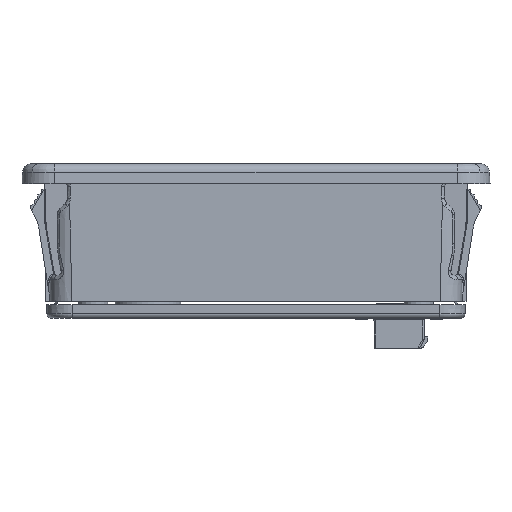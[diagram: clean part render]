
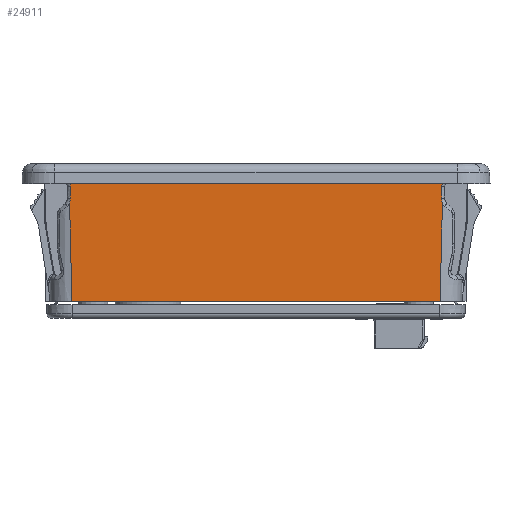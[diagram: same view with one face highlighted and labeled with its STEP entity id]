
A CAD part, front view. The second image highlights one B-rep face of the part: STEP entity #24911.
In plain terms, the highlighted planar face has unit normal (0, -1, -0.009).
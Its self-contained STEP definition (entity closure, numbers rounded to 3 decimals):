
#56 = CARTESIAN_POINT ( 'NONE',  ( 64.806, 15.341, 82.454 ) ) ;
#86 = CARTESIAN_POINT ( 'NONE',  ( -16.366, 15.304, 86.689 ) ) ;
#111 = B_SPLINE_CURVE_WITH_KNOTS ( 'NONE', 3,
 ( #16029, #7709, #21444, #4858, #30067, #15849, #27345 ),
 .UNSPECIFIED., .F., .F.,
 ( 4, 3, 4 ),
 ( 0., 0.002, 0.003 ),
 .UNSPECIFIED. ) ;
#852 = DIRECTION ( 'NONE',  ( 0., -1., -0.009 ) ) ;
#1351 = CARTESIAN_POINT ( 'NONE',  ( -16.143, 15.465, 68.276 ) ) ;
#1414 = ORIENTED_EDGE ( 'NONE', *, *, #31701, .T. ) ;
#1496 = CARTESIAN_POINT ( 'NONE',  ( -16.317, 15.314, 85.611 ) ) ;
#1771 = DIRECTION ( 'NONE',  ( -1., 0., 0. ) ) ;
#1816 = CARTESIAN_POINT ( 'NONE',  ( -16.446, 15.341, 82.56 ) ) ;
#2247 = EDGE_CURVE ( 'NONE', #14741, #3678, #6831, .T. ) ;
#2351 = CARTESIAN_POINT ( 'NONE',  ( -16.37, 15.337, 82.972 ) ) ;
#3565 = ORIENTED_EDGE ( 'NONE', *, *, #2247, .T. ) ;
#3678 = VERTEX_POINT ( 'NONE', #12957 ) ;
#4015 = CARTESIAN_POINT ( 'NONE',  ( -16.306, 15.326, 84.278 ) ) ;
#4102 = CARTESIAN_POINT ( 'NONE',  ( 70.181, 15.303, 86.889 ) ) ;
#4409 = CARTESIAN_POINT ( 'NONE',  ( -16.305, 15.403, 75.365 ) ) ;
#4858 = CARTESIAN_POINT ( 'NONE',  ( 64.681, 15.313, 85.699 ) ) ;
#5963 = B_SPLINE_CURVE_WITH_KNOTS ( 'NONE', 3,
 ( #34129, #1496, #25995, #4015, #12467, #23663, #29026 ),
 .UNSPECIFIED., .F., .F.,
 ( 4, 3, 4 ),
 ( 0., 0.002, 0.003 ),
 .UNSPECIFIED. ) ;
#6010 = CARTESIAN_POINT ( 'NONE',  ( 70.181, 15.527, 61.189 ) ) ;
#6062 = CARTESIAN_POINT ( 'NONE',  ( 64.662, 15.332, 83.49 ) ) ;
#6587 = CARTESIAN_POINT ( 'NONE',  ( 64.682, 15.334, 83.282 ) ) ;
#6676 = VERTEX_POINT ( 'NONE', #28918 ) ;
#6772 = CARTESIAN_POINT ( 'NONE',  ( 64.732, 15.337, 82.972 ) ) ;
#6831 = B_SPLINE_CURVE_WITH_KNOTS ( 'NONE', 3,
 ( #21100, #16040, #27002, #2351, #13319, #32274, #1816, #7549 ),
 .UNSPECIFIED., .F., .F.,
 ( 4, 2, 2, 4 ),
 ( 0., 0.001, 0.001, 0.001 ),
 .UNSPECIFIED. ) ;
#7302 = VERTEX_POINT ( 'NONE', #9891 ) ;
#7549 = CARTESIAN_POINT ( 'NONE',  ( -16.444, 15.341, 82.454 ) ) ;
#7709 = CARTESIAN_POINT ( 'NONE',  ( 64.669, 15.325, 84.366 ) ) ;
#7933 = CARTESIAN_POINT ( 'NONE',  ( 64.739, 15.372, 78.909 ) ) ;
#8200 = B_SPLINE_CURVE_WITH_KNOTS ( 'NONE', 3,
 ( #11909, #11371, #22557, #9045 ),
 .UNSPECIFIED., .F., .F.,
 ( 4, 4 ),
 ( 0., 0.001 ),
 .UNSPECIFIED. ) ;
#8969 = ORIENTED_EDGE ( 'NONE', *, *, #27439, .T. ) ;
#9045 = CARTESIAN_POINT ( 'NONE',  ( 64.787, 15.303, 86.889 ) ) ;
#9867 = VECTOR ( 'NONE', #1771, 1000. ) ;
#9891 = CARTESIAN_POINT ( 'NONE',  ( 64.664, 15.331, 83.699 ) ) ;
#10906 = VERTEX_POINT ( 'NONE', #27660 ) ;
#11369 = ORIENTED_EDGE ( 'NONE', *, *, #18533, .T. ) ;
#11371 = CARTESIAN_POINT ( 'NONE',  ( 64.687, 15.306, 86.487 ) ) ;
#11618 = EDGE_CURVE ( 'NONE', #18991, #30062, #8200, .T. ) ;
#11833 = CARTESIAN_POINT ( 'NONE',  ( 70.181, 15.303, 86.889 ) ) ;
#11909 = CARTESIAN_POINT ( 'NONE',  ( 64.685, 15.308, 86.278 ) ) ;
#12030 = EDGE_CURVE ( 'NONE', #6676, #13843, #22988, .T. ) ;
#12138 = ORIENTED_EDGE ( 'NONE', *, *, #29633, .T. ) ;
#12319 = CARTESIAN_POINT ( 'NONE',  ( -16.444, 15.341, 82.454 ) ) ;
#12467 = CARTESIAN_POINT ( 'NONE',  ( -16.305, 15.327, 84.085 ) ) ;
#12957 = CARTESIAN_POINT ( 'NONE',  ( -16.444, 15.341, 82.454 ) ) ;
#13319 = CARTESIAN_POINT ( 'NONE',  ( -16.39, 15.338, 82.869 ) ) ;
#13600 = B_SPLINE_CURVE_WITH_KNOTS ( 'NONE', 3,
 ( #29836, #86, #30179, #16666 ),
 .UNSPECIFIED., .F., .F.,
 ( 4, 4 ),
 ( 0., 0.001 ),
 .UNSPECIFIED. ) ;
#13843 = VERTEX_POINT ( 'NONE', #23448 ) ;
#14514 = CARTESIAN_POINT ( 'NONE',  ( 64.664, 15.331, 83.699 ) ) ;
#14532 = ORIENTED_EDGE ( 'NONE', *, *, #11618, .T. ) ;
#14695 = DIRECTION ( 'NONE',  ( 0., 0.009, -1. ) ) ;
#14741 = VERTEX_POINT ( 'NONE', #18089 ) ;
#14769 = VERTEX_POINT ( 'NONE', #56 ) ;
#15570 = CARTESIAN_POINT ( 'NONE',  ( -15.938, 15.527, 61.189 ) ) ;
#15626 = B_SPLINE_CURVE_WITH_KNOTS ( 'NONE', 3,
 ( #32651, #16392, #27014, #18757, #7933, #19483 ),
 .UNSPECIFIED., .F., .F.,
 ( 4, 2, 4 ),
 ( 0.009, 0.02, 0.031 ),
 .UNSPECIFIED. ) ;
#15747 = CARTESIAN_POINT ( 'NONE',  ( -16.377, 15.372, 78.909 ) ) ;
#15849 = CARTESIAN_POINT ( 'NONE',  ( 64.684, 15.31, 86.085 ) ) ;
#16029 = CARTESIAN_POINT ( 'NONE',  ( 64.664, 15.331, 83.699 ) ) ;
#16040 = CARTESIAN_POINT ( 'NONE',  ( -16.299, 15.332, 83.49 ) ) ;
#16392 = CARTESIAN_POINT ( 'NONE',  ( 64.417, 15.496, 64.732 ) ) ;
#16666 = CARTESIAN_POINT ( 'NONE',  ( -16.323, 15.308, 86.278 ) ) ;
#16911 = EDGE_CURVE ( 'NONE', #30062, #19153, #34413, .T. ) ;
#17920 = CARTESIAN_POINT ( 'NONE',  ( -16.055, 15.496, 64.732 ) ) ;
#18089 = CARTESIAN_POINT ( 'NONE',  ( -16.301, 15.331, 83.699 ) ) ;
#18494 = VECTOR ( 'NONE', #33436, 1000. ) ;
#18533 = EDGE_CURVE ( 'NONE', #6676, #14769, #15626, .T. ) ;
#18757 = CARTESIAN_POINT ( 'NONE',  ( 64.667, 15.403, 75.365 ) ) ;
#18991 = VERTEX_POINT ( 'NONE', #23034 ) ;
#19153 = VERTEX_POINT ( 'NONE', #28581 ) ;
#19216 = ORIENTED_EDGE ( 'NONE', *, *, #12030, .F. ) ;
#19483 = CARTESIAN_POINT ( 'NONE',  ( 64.806, 15.341, 82.454 ) ) ;
#19956 = CARTESIAN_POINT ( 'NONE',  ( 64.806, 15.341, 82.454 ) ) ;
#20833 = ORIENTED_EDGE ( 'NONE', *, *, #34752, .T. ) ;
#21100 = CARTESIAN_POINT ( 'NONE',  ( -16.301, 15.331, 83.699 ) ) ;
#21444 = CARTESIAN_POINT ( 'NONE',  ( 64.675, 15.319, 85.032 ) ) ;
#22557 = CARTESIAN_POINT ( 'NONE',  ( 64.728, 15.304, 86.689 ) ) ;
#22988 = LINE ( 'NONE', #6010, #18494 ) ;
#23030 = CARTESIAN_POINT ( 'NONE',  ( 64.752, 15.338, 82.869 ) ) ;
#23034 = CARTESIAN_POINT ( 'NONE',  ( 64.685, 15.308, 86.278 ) ) ;
#23448 = CARTESIAN_POINT ( 'NONE',  ( -15.938, 15.527, 61.189 ) ) ;
#23663 = CARTESIAN_POINT ( 'NONE',  ( -16.303, 15.329, 83.892 ) ) ;
#24911 = ADVANCED_FACE ( 'NONE', ( #25714 ), #30097, .T. ) ;
#25714 = FACE_OUTER_BOUND ( 'NONE', #28222, .T. ) ;
#25995 = CARTESIAN_POINT ( 'NONE',  ( -16.312, 15.32, 84.945 ) ) ;
#26679 = ORIENTED_EDGE ( 'NONE', *, *, #29894, .T. ) ;
#27002 = CARTESIAN_POINT ( 'NONE',  ( -16.32, 15.334, 83.282 ) ) ;
#27014 = CARTESIAN_POINT ( 'NONE',  ( 64.505, 15.465, 68.277 ) ) ;
#27345 = CARTESIAN_POINT ( 'NONE',  ( 64.685, 15.308, 86.278 ) ) ;
#27439 = EDGE_CURVE ( 'NONE', #7302, #18991, #111, .T. ) ;
#27660 = CARTESIAN_POINT ( 'NONE',  ( -16.323, 15.308, 86.278 ) ) ;
#28222 = EDGE_LOOP ( 'NONE', ( #19216, #11369, #20833, #8969, #14532, #35506, #1414, #26679, #3565, #12138 ) ) ;
#28574 = CARTESIAN_POINT ( 'NONE',  ( 64.808, 15.341, 82.56 ) ) ;
#28581 = CARTESIAN_POINT ( 'NONE',  ( -16.424, 15.303, 86.889 ) ) ;
#28918 = CARTESIAN_POINT ( 'NONE',  ( 64.3, 15.527, 61.189 ) ) ;
#29026 = CARTESIAN_POINT ( 'NONE',  ( -16.301, 15.331, 83.699 ) ) ;
#29633 = EDGE_CURVE ( 'NONE', #3678, #13843, #34859, .T. ) ;
#29836 = CARTESIAN_POINT ( 'NONE',  ( -16.424, 15.303, 86.889 ) ) ;
#29894 = EDGE_CURVE ( 'NONE', #10906, #14741, #5963, .T. ) ;
#30062 = VERTEX_POINT ( 'NONE', #33201 ) ;
#30067 = CARTESIAN_POINT ( 'NONE',  ( 64.682, 15.311, 85.892 ) ) ;
#30097 = PLANE ( 'NONE',  #30819 ) ;
#30179 = CARTESIAN_POINT ( 'NONE',  ( -16.325, 15.306, 86.487 ) ) ;
#30819 = AXIS2_PLACEMENT_3D ( 'NONE', #11833, #852, #14695 ) ;
#31130 = B_SPLINE_CURVE_WITH_KNOTS ( 'NONE', 3,
 ( #19956, #28574, #31488, #23030, #6772, #6587, #6062, #14514 ),
 .UNSPECIFIED., .F., .F.,
 ( 4, 2, 2, 4 ),
 ( 0., 0., 0.001, 0.001 ),
 .UNSPECIFIED. ) ;
#31488 = CARTESIAN_POINT ( 'NONE',  ( 64.789, 15.34, 82.663 ) ) ;
#31701 = EDGE_CURVE ( 'NONE', #19153, #10906, #13600, .T. ) ;
#32274 = CARTESIAN_POINT ( 'NONE',  ( -16.426, 15.34, 82.663 ) ) ;
#32651 = CARTESIAN_POINT ( 'NONE',  ( 64.3, 15.527, 61.189 ) ) ;
#33201 = CARTESIAN_POINT ( 'NONE',  ( 64.787, 15.303, 86.889 ) ) ;
#33436 = DIRECTION ( 'NONE',  ( -1., 0., 0. ) ) ;
#34129 = CARTESIAN_POINT ( 'NONE',  ( -16.323, 15.308, 86.278 ) ) ;
#34413 = LINE ( 'NONE', #4102, #9867 ) ;
#34752 = EDGE_CURVE ( 'NONE', #14769, #7302, #31130, .T. ) ;
#34859 = B_SPLINE_CURVE_WITH_KNOTS ( 'NONE', 3,
 ( #12319, #15747, #4409, #1351, #17920, #15570 ),
 .UNSPECIFIED., .F., .F.,
 ( 4, 2, 4 ),
 ( -0.016, -0.005, 0.006 ),
 .UNSPECIFIED. ) ;
#35506 = ORIENTED_EDGE ( 'NONE', *, *, #16911, .T. ) ;
